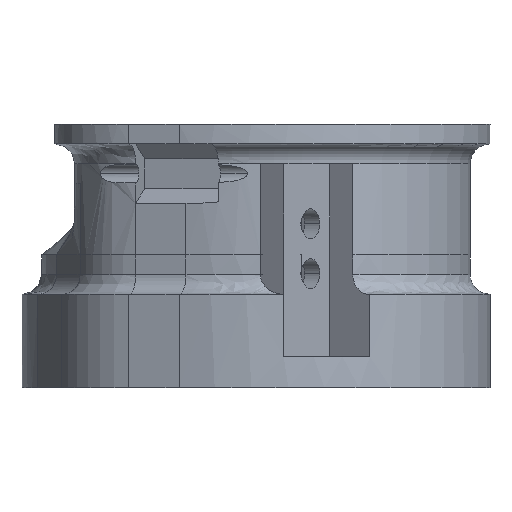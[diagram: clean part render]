
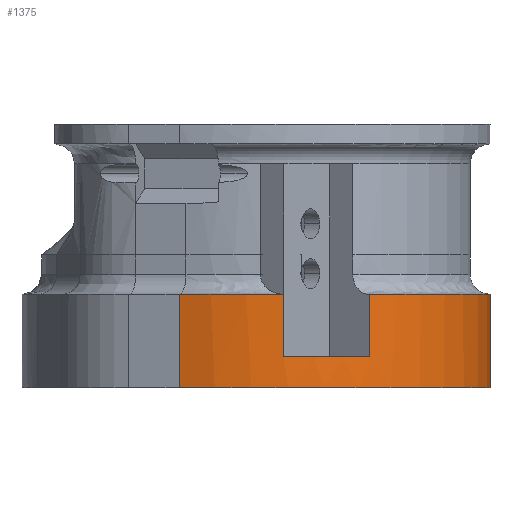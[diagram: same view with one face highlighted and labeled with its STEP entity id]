
A CAD part, front view. The second image highlights one B-rep face of the part: STEP entity #1375.
In plain terms, the highlighted cylindrical face has radius 18.516 mm (diameter 37.032 mm), a partial arc.
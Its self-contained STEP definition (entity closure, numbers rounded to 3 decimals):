
#203 = CARTESIAN_POINT ( 'NONE',  ( -1.424, -21.366, -8.906 ) ) ;
#661 = DIRECTION ( 'NONE',  ( 0., 0., 1. ) ) ;
#678 = EDGE_CURVE ( 'NONE', #3848, #2743, #1936, .T. ) ;
#793 = EDGE_CURVE ( 'NONE', #3966, #3848, #4828, .T. ) ;
#861 = EDGE_CURVE ( 'NONE', #1619, #2816, #4220, .T. ) ;
#971 = CARTESIAN_POINT ( 'NONE',  ( 20.937, -9.681, -8.906 ) ) ;
#1060 = CARTESIAN_POINT ( 'NONE',  ( 20.937, -3.04, -8.906 ) ) ;
#1086 = CARTESIAN_POINT ( 'NONE',  ( 17.652, -15.823, -8.906 ) ) ;
#1137 = CARTESIAN_POINT ( 'NONE',  ( -4.036, -20.394, -8.906 ) ) ;
#1244 = DIRECTION ( 'NONE',  ( 0., 0., 1. ) ) ;
#1271 = VECTOR ( 'NONE', #1722, 1000. ) ;
#1375 = ADVANCED_FACE ( 'NONE', ( #4298 ), #1597, .T. ) ;
#1441 = EDGE_CURVE ( 'NONE', #2816, #4606, #3886, .T. ) ;
#1445 = ORIENTED_EDGE ( 'NONE', *, *, #4947, .T. ) ;
#1538 = ORIENTED_EDGE ( 'NONE', *, *, #861, .T. ) ;
#1563 = VECTOR ( 'NONE', #2936, 1000. ) ;
#1567 = DIRECTION ( 'NONE',  ( 0., 0., 1. ) ) ;
#1584 = VECTOR ( 'NONE', #1244, 1000. ) ;
#1597 = CYLINDRICAL_SURFACE ( 'NONE', #4036, 18.516 ) ;
#1619 = VERTEX_POINT ( 'NONE', #2462 ) ;
#1620 = CARTESIAN_POINT ( 'NONE',  ( 4.371, -21.453, -8.906 ) ) ;
#1722 = DIRECTION ( 'NONE',  ( 0., 0., -1. ) ) ;
#1760 = EDGE_LOOP ( 'NONE', ( #4670, #2329, #3134, #1445, #1969, #5243, #1538, #2846 ) ) ;
#1778 = CARTESIAN_POINT ( 'NONE',  ( 2.42, -3.04, -16.406 ) ) ;
#1936 = CIRCLE ( 'NONE', #3365, 18.516 ) ;
#1969 = ORIENTED_EDGE ( 'NONE', *, *, #2945, .T. ) ;
#1980 =( BOUNDED_CURVE ( )  B_SPLINE_CURVE ( 3, ( #1620, #3851, #203, #1137 ),
 .UNSPECIFIED., .F., .F. ) 
 B_SPLINE_CURVE_WITH_KNOTS ( ( 4, 4 ),
 ( 0.027, 0.036 ),
 .UNSPECIFIED. ) 
 CURVE ( )  GEOMETRIC_REPRESENTATION_ITEM ( )  RATIONAL_B_SPLINE_CURVE ( ( 0.837, 0.873, 0.927, 1. ) ) 
 REPRESENTATION_ITEM ( '' )  );
#2096 = CARTESIAN_POINT ( 'NONE',  ( 20.937, -3.04, -16.406 ) ) ;
#2190 = CARTESIAN_POINT ( 'NONE',  ( 20.937, -3.04, -16.406 ) ) ;
#2200 = VERTEX_POINT ( 'NONE', #5847 ) ;
#2329 = ORIENTED_EDGE ( 'NONE', *, *, #793, .T. ) ;
#2336 = CARTESIAN_POINT ( 'NONE',  ( 11.287, -19.295, -8.906 ) ) ;
#2356 = CARTESIAN_POINT ( 'NONE',  ( 2.42, -3.04, -13.906 ) ) ;
#2462 = CARTESIAN_POINT ( 'NONE',  ( -4.036, -20.394, -16.406 ) ) ;
#2553 = CARTESIAN_POINT ( 'NONE',  ( 20.937, -3.04, -8.906 ) ) ;
#2646 = CARTESIAN_POINT ( 'NONE',  ( 4.371, -21.453, -16.406 ) ) ;
#2743 = VERTEX_POINT ( 'NONE', #4037 ) ;
#2816 = VERTEX_POINT ( 'NONE', #2190 ) ;
#2846 = ORIENTED_EDGE ( 'NONE', *, *, #1441, .T. ) ;
#2902 = LINE ( 'NONE', #4789, #5550 ) ;
#2936 = DIRECTION ( 'NONE',  ( 0., 0., 1. ) ) ;
#2945 = EDGE_CURVE ( 'NONE', #2948, #2200, #1980, .T. ) ;
#2948 = VERTEX_POINT ( 'NONE', #5162 ) ;
#3057 = DIRECTION ( 'NONE',  ( 1., 0., 0. ) ) ;
#3134 = ORIENTED_EDGE ( 'NONE', *, *, #678, .T. ) ;
#3365 = AXIS2_PLACEMENT_3D ( 'NONE', #2356, #3710, #3057 ) ;
#3418 = CARTESIAN_POINT ( 'NONE',  ( 2.42, -3.04, -16.406 ) ) ;
#3705 = EDGE_CURVE ( 'NONE', #4606, #3966, #4848, .T. ) ;
#3710 = DIRECTION ( 'NONE',  ( 0., 0., -1. ) ) ;
#3848 = VERTEX_POINT ( 'NONE', #4231 ) ;
#3851 = CARTESIAN_POINT ( 'NONE',  ( 1.427, -21.765, -8.906 ) ) ;
#3886 = LINE ( 'NONE', #2096, #1563 ) ;
#3966 = VERTEX_POINT ( 'NONE', #5674 ) ;
#4036 = AXIS2_PLACEMENT_3D ( 'NONE', #3418, #1567, #4271 ) ;
#4037 = CARTESIAN_POINT ( 'NONE',  ( 4.371, -21.453, -13.906 ) ) ;
#4069 = DIRECTION ( 'NONE',  ( 0., 0., 1. ) ) ;
#4089 = EDGE_CURVE ( 'NONE', #1619, #2200, #2902, .T. ) ;
#4121 = AXIS2_PLACEMENT_3D ( 'NONE', #1778, #4069, #4594 ) ;
#4220 = CIRCLE ( 'NONE', #4121, 18.516 ) ;
#4231 = CARTESIAN_POINT ( 'NONE',  ( 11.287, -19.295, -13.906 ) ) ;
#4271 = DIRECTION ( 'NONE',  ( 1., 0., 0. ) ) ;
#4298 = FACE_OUTER_BOUND ( 'NONE', #1760, .T. ) ;
#4451 = LINE ( 'NONE', #2646, #1584 ) ;
#4594 = DIRECTION ( 'NONE',  ( -1., 0., 0. ) ) ;
#4606 = VERTEX_POINT ( 'NONE', #2553 ) ;
#4670 = ORIENTED_EDGE ( 'NONE', *, *, #3705, .T. ) ;
#4789 = CARTESIAN_POINT ( 'NONE',  ( -4.036, -20.394, -16.406 ) ) ;
#4800 = CARTESIAN_POINT ( 'NONE',  ( 11.287, -19.295, -16.406 ) ) ;
#4828 = LINE ( 'NONE', #4800, #1271 ) ;
#4848 =( BOUNDED_CURVE ( )  B_SPLINE_CURVE ( 3, ( #1060, #971, #1086, #2336 ),
 .UNSPECIFIED., .F., .F. ) 
 B_SPLINE_CURVE_WITH_KNOTS ( ( 4, 4 ),
 ( 0., 0.02 ),
 .UNSPECIFIED. ) 
 CURVE ( )  GEOMETRIC_REPRESENTATION_ITEM ( )  RATIONAL_B_SPLINE_CURVE ( ( 1., 0.842, 0.771, 0.788 ) ) 
 REPRESENTATION_ITEM ( '' )  );
#4947 = EDGE_CURVE ( 'NONE', #2743, #2948, #4451, .T. ) ;
#5162 = CARTESIAN_POINT ( 'NONE',  ( 4.371, -21.453, -8.906 ) ) ;
#5243 = ORIENTED_EDGE ( 'NONE', *, *, #4089, .F. ) ;
#5550 = VECTOR ( 'NONE', #661, 1000. ) ;
#5674 = CARTESIAN_POINT ( 'NONE',  ( 11.287, -19.295, -8.906 ) ) ;
#5847 = CARTESIAN_POINT ( 'NONE',  ( -4.036, -20.394, -8.906 ) ) ;
